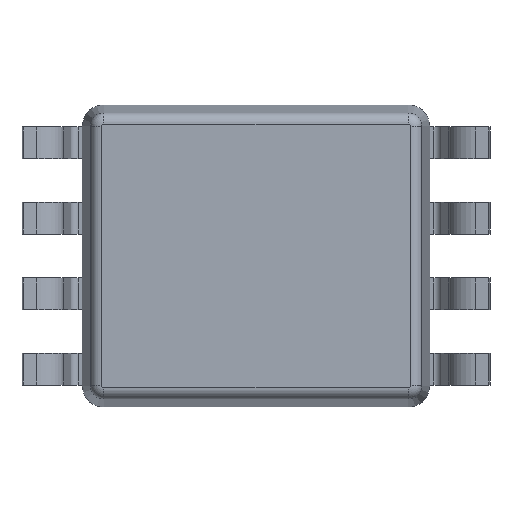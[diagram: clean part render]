
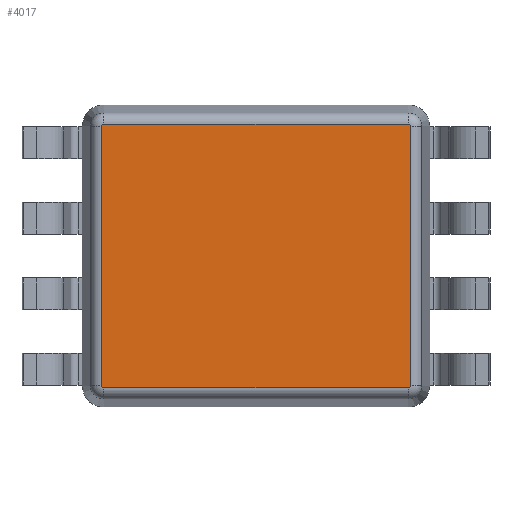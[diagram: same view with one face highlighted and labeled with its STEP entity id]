
A CAD part, front view. The second image highlights one B-rep face of the part: STEP entity #4017.
In plain terms, the highlighted planar face has unit normal (0, -1, 0).
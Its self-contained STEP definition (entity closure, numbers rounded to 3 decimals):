
#74 = AXIS2_PLACEMENT_3D ( 'NONE', #2652, #2295, #475 ) ;
#179 = EDGE_LOOP ( 'NONE', ( #3659, #3487, #1741, #4195, #452, #2258, #4423, #2570 ) ) ;
#194 = VECTOR ( 'NONE', #962, 1000. ) ;
#228 = DIRECTION ( 'NONE',  ( 0., -1., 0. ) ) ;
#272 = AXIS2_PLACEMENT_3D ( 'NONE', #1807, #4619, #3949 ) ;
#285 = VERTEX_POINT ( 'NONE', #1507 ) ;
#310 = LINE ( 'NONE', #3134, #194 ) ;
#334 = VERTEX_POINT ( 'NONE', #3784 ) ;
#452 = ORIENTED_EDGE ( 'NONE', *, *, #986, .T. ) ;
#475 = DIRECTION ( 'NONE',  ( 0., 0., 1. ) ) ;
#519 = CARTESIAN_POINT ( 'NONE',  ( -1.022, 0.1, -0.86 ) ) ;
#533 = AXIS2_PLACEMENT_3D ( 'NONE', #3505, #2830, #1301 ) ;
#577 = CARTESIAN_POINT ( 'NONE',  ( -1.01, 0.1, 0.86 ) ) ;
#647 = EDGE_CURVE ( 'NONE', #1855, #1894, #3911, .T. ) ;
#711 = EDGE_CURVE ( 'NONE', #2362, #4048, #2881, .T. ) ;
#754 = PLANE ( 'NONE',  #272 ) ;
#933 = CIRCLE ( 'NONE', #74, 0.012 ) ;
#962 = DIRECTION ( 'NONE',  ( -1., 0., 0. ) ) ;
#986 = EDGE_CURVE ( 'NONE', #285, #334, #310, .T. ) ;
#1169 = EDGE_CURVE ( 'NONE', #3768, #2362, #933, .T. ) ;
#1301 = DIRECTION ( 'NONE',  ( 0., 0., 1. ) ) ;
#1349 = DIRECTION ( 'NONE',  ( 0., 0., 1. ) ) ;
#1426 = FACE_OUTER_BOUND ( 'NONE', #179, .T. ) ;
#1507 = CARTESIAN_POINT ( 'NONE',  ( 1.01, 0.1, 0.872 ) ) ;
#1578 = LINE ( 'NONE', #3150, #4551 ) ;
#1664 = DIRECTION ( 'NONE',  ( 1., 0., 0. ) ) ;
#1741 = ORIENTED_EDGE ( 'NONE', *, *, #711, .T. ) ;
#1796 = DIRECTION ( 'NONE',  ( 0., 0., 1. ) ) ;
#1807 = CARTESIAN_POINT ( 'NONE',  ( 1.01, 0.1, 0.86 ) ) ;
#1840 = DIRECTION ( 'NONE',  ( 0., 0., 1. ) ) ;
#1855 = VERTEX_POINT ( 'NONE', #519 ) ;
#1894 = VERTEX_POINT ( 'NONE', #4439 ) ;
#1914 = VECTOR ( 'NONE', #1840, 1000. ) ;
#2258 = ORIENTED_EDGE ( 'NONE', *, *, #2635, .T. ) ;
#2295 = DIRECTION ( 'NONE',  ( 0., -1., 0. ) ) ;
#2362 = VERTEX_POINT ( 'NONE', #4085 ) ;
#2415 = DIRECTION ( 'NONE',  ( 0., 0., -1. ) ) ;
#2430 = AXIS2_PLACEMENT_3D ( 'NONE', #3218, #3917, #1796 ) ;
#2458 = EDGE_CURVE ( 'NONE', #4048, #285, #3742, .T. ) ;
#2570 = ORIENTED_EDGE ( 'NONE', *, *, #647, .T. ) ;
#2635 = EDGE_CURVE ( 'NONE', #334, #2793, #2941, .T. ) ;
#2639 = EDGE_CURVE ( 'NONE', #2793, #1855, #1578, .T. ) ;
#2652 = CARTESIAN_POINT ( 'NONE',  ( 1.01, 0.1, -0.86 ) ) ;
#2793 = VERTEX_POINT ( 'NONE', #2918 ) ;
#2830 = DIRECTION ( 'NONE',  ( 0., -1., 0. ) ) ;
#2881 = LINE ( 'NONE', #2946, #1914 ) ;
#2918 = CARTESIAN_POINT ( 'NONE',  ( -1.022, 0.1, 0.86 ) ) ;
#2941 = CIRCLE ( 'NONE', #4582, 0.012 ) ;
#2946 = CARTESIAN_POINT ( 'NONE',  ( 1.022, 0.1, 0.86 ) ) ;
#3134 = CARTESIAN_POINT ( 'NONE',  ( -1.01, 0.1, 0.872 ) ) ;
#3150 = CARTESIAN_POINT ( 'NONE',  ( -1.022, 0.1, -0.86 ) ) ;
#3218 = CARTESIAN_POINT ( 'NONE',  ( -1.01, 0.1, -0.86 ) ) ;
#3487 = ORIENTED_EDGE ( 'NONE', *, *, #1169, .T. ) ;
#3505 = CARTESIAN_POINT ( 'NONE',  ( 1.01, 0.1, 0.86 ) ) ;
#3659 = ORIENTED_EDGE ( 'NONE', *, *, #3756, .T. ) ;
#3742 = CIRCLE ( 'NONE', #533, 0.012 ) ;
#3756 = EDGE_CURVE ( 'NONE', #1894, #3768, #3809, .T. ) ;
#3768 = VERTEX_POINT ( 'NONE', #4483 ) ;
#3784 = CARTESIAN_POINT ( 'NONE',  ( -1.01, 0.1, 0.872 ) ) ;
#3809 = LINE ( 'NONE', #4132, #4343 ) ;
#3911 = CIRCLE ( 'NONE', #2430, 0.012 ) ;
#3917 = DIRECTION ( 'NONE',  ( 0., -1., 0. ) ) ;
#3949 = DIRECTION ( 'NONE',  ( 0., 0., 1. ) ) ;
#4017 = ADVANCED_FACE ( 'NONE', ( #1426 ), #754, .F. ) ;
#4048 = VERTEX_POINT ( 'NONE', #4254 ) ;
#4085 = CARTESIAN_POINT ( 'NONE',  ( 1.022, 0.1, -0.86 ) ) ;
#4132 = CARTESIAN_POINT ( 'NONE',  ( 1.01, 0.1, -0.872 ) ) ;
#4195 = ORIENTED_EDGE ( 'NONE', *, *, #2458, .T. ) ;
#4254 = CARTESIAN_POINT ( 'NONE',  ( 1.022, 0.1, 0.86 ) ) ;
#4343 = VECTOR ( 'NONE', #1664, 1000. ) ;
#4423 = ORIENTED_EDGE ( 'NONE', *, *, #2639, .T. ) ;
#4439 = CARTESIAN_POINT ( 'NONE',  ( -1.01, 0.1, -0.872 ) ) ;
#4483 = CARTESIAN_POINT ( 'NONE',  ( 1.01, 0.1, -0.872 ) ) ;
#4551 = VECTOR ( 'NONE', #2415, 1000. ) ;
#4582 = AXIS2_PLACEMENT_3D ( 'NONE', #577, #228, #1349 ) ;
#4619 = DIRECTION ( 'NONE',  ( 0., 1., 0. ) ) ;
